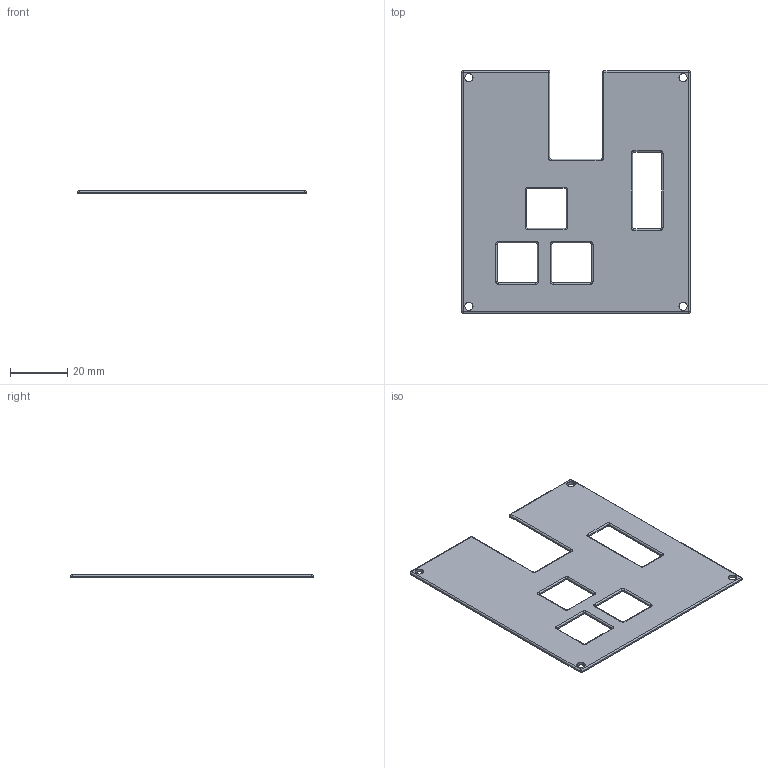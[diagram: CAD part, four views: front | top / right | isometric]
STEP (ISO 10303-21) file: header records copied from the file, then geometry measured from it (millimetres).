
FILE_DESCRIPTION(/* description */ (''),/* implementation_level */ '2;1');
FILE_NAME(/* name */ 'e356480c-812f-4e38-aa72-5679e09cd0c9.stp',/* time_stamp */ '2026-02-08T17:33:34Z',/* author */ (''),/* organization */ (''),/* preprocessor_version */ 'ST-DEVELOPER v20.1',/* originating_system */ 'Autodesk Translation Framework v14.24.0.0',/* authorisation */ '');
FILE_SCHEMA (('AUTOMOTIVE_DESIGN { 1 0 10303 214 3 1 1 }'));
Length unit declared in the file: millimetre
Products named in the file (1): 2025-12-11-15-33-41-186
Bounding box: 80 x 85 x 1 mm (x, y, z)
Volume: 5304.5 mm3; surface area: 11207.5 mm2
Topology: 1 solids, 1 shells, 102 faces, 246 edges, 146 vertices
Faces by surface type: cylinder 52, plane 26, torus 18, sphere 6
Full cylindrical faces by diameter (mm): 2.9 x4
Entity records: 3025 total; most frequent: DIRECTION 574, CARTESIAN_POINT 495, ORIENTED_EDGE 492, EDGE_CURVE 246, AXIS2_PLACEMENT_3D 225, VERTEX_POINT 146, LINE 124, VECTOR 124
